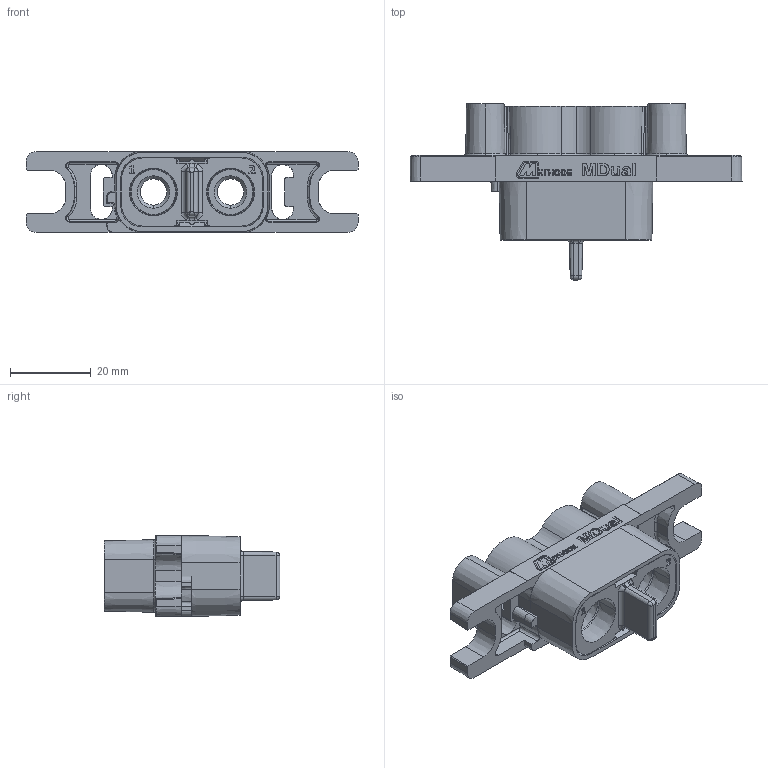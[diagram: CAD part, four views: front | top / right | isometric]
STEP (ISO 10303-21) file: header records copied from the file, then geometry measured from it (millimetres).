
FILE_DESCRIPTION (( 'STEP AP203' ), '1' );
FILE_NAME ('6316-07660-01100-RM_COPY.STEP', '2019-07-25T16:28:10', ( '' ), ( '' ), 'SwSTEP 2.0', 'SolidWorks 2018', '' );
FILE_SCHEMA (( 'CONFIG_CONTROL_DESIGN' ));
Length unit declared in the file: millimetre
Products named in the file (3): 6316-07660-01100-RM_COPY; 6212-07662-02500-RM_COPY_Insulator Insert; 6212-07661-02500-RM_COPY_Insulator
Assembly tree (2 placements, depth 2):
  6316-07660-01100-RM_COPY
    6212-07661-02500-RM_COPY_Insulator
    6212-07662-02500-RM_COPY_Insulator Insert
Bounding box: 82 x 43.46 x 20 mm (x, y, z)
Volume: 16793.7 mm3; surface area: 16828.9 mm2
Topology: 2 solids, 2 shells, 962 faces, 2593 edges, 1655 vertices
Faces by surface type: plane 512, cone 160, bspline 142, cylinder 88, torus 46, sphere 14
Entity records: 36370 total; most frequent: CARTESIAN_POINT 13162, ORIENTED_EDGE 5150, DIRECTION 4219, EDGE_CURVE 2575, VERTEX_POINT 1655, VECTOR 1587, LINE 1587, AXIS2_PLACEMENT_3D 1316
